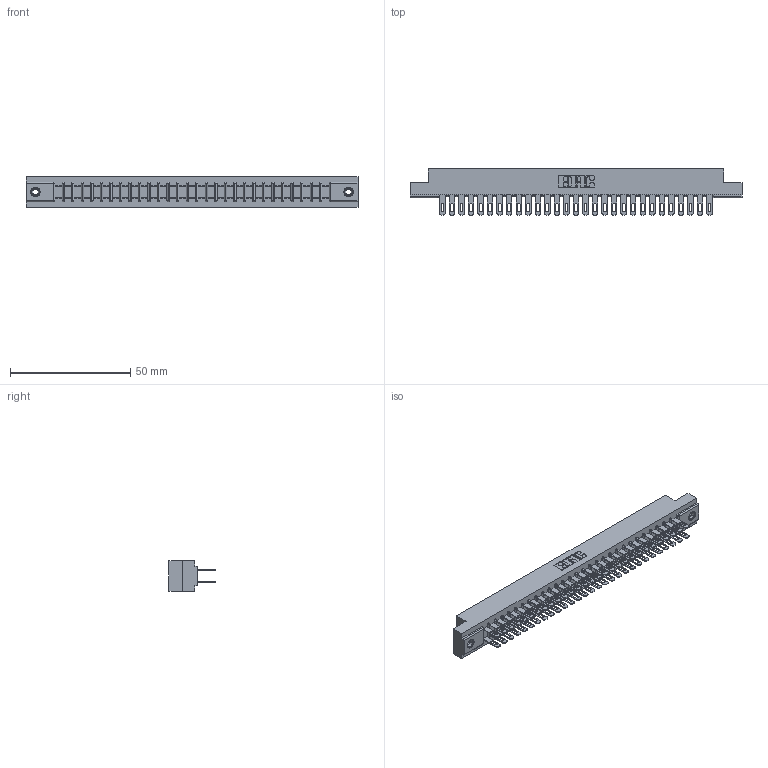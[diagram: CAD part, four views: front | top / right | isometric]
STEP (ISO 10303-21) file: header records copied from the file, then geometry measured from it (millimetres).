
FILE_DESCRIPTION (( 'STEP AP203' ), '1' );
FILE_NAME ('357-058-500-208.STEP', '2018-08-11T18:24:28', ( '' ), ( '' ), 'SwSTEP 2.0', 'SolidWorks 2016', '' );
FILE_SCHEMA (( 'CONFIG_CONTROL_DESIGN' ));
Length unit declared in the file: inch
Products named in the file (4): 345-250-001_345-250-003-102; 357-058-500-208; 307 Part_.156 Dia Mounting Holes; 307-290-001_500
Assembly tree (61 placements, depth 2):
  357-058-500-208
    307 Part_.156 Dia Mounting Holes
    307-290-001_500  x58
    345-250-001_345-250-003-102  x2
Bounding box: 137.92 x 19.18 x 12.7 mm (x, y, z)
Volume: 14733.9 mm3; surface area: 18709.1 mm2
Topology: 61 solids, 61 shells, 2876 faces, 7999 edges, 5166 vertices
Faces by surface type: plane 1842, cylinder 958, sphere 60, cone 12, torus 4
Entity records: 28551 total; most frequent: CARTESIAN_POINT 4656, ORIENTED_EDGE 4606, DIRECTION 4577, EDGE_CURVE 2303, VECTOR 1759, LINE 1759, VERTEX_POINT 1488, AXIS2_PLACEMENT_3D 1409
